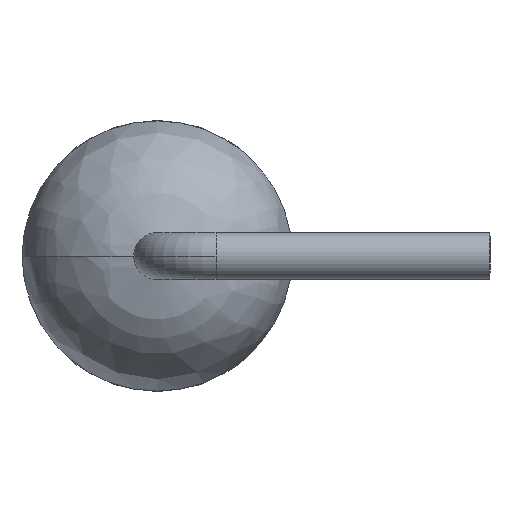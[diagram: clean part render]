
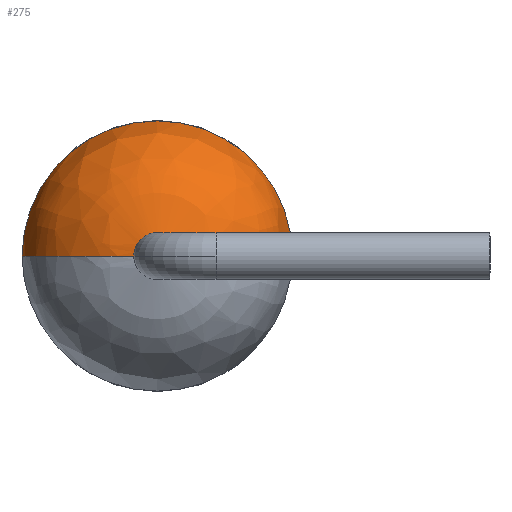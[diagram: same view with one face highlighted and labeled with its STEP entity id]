
A CAD part, left-side view. The second image highlights one B-rep face of the part: STEP entity #275.
In plain terms, the highlighted free-form (B-spline) face has degree [3, 3] with [5, 4] control points.
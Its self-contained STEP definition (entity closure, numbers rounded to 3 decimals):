
#137 = EDGE_CURVE ( 'NONE', #252, #250, #505, .T. ) ;
#139 = ORIENTED_EDGE ( 'NONE', *, *, #140, .T. ) ;
#140 = EDGE_CURVE ( 'NONE', #246, #234, #546, .T. ) ;
#141 = ORIENTED_EDGE ( 'NONE', *, *, #142, .T. ) ;
#142 = EDGE_CURVE ( 'NONE', #234, #252, #541, .T. ) ;
#143 = ORIENTED_EDGE ( 'NONE', *, *, #137, .T. ) ;
#144 = ORIENTED_EDGE ( 'NONE', *, *, #145, .F. ) ;
#145 = EDGE_CURVE ( 'NONE', #246, #250, #534, .T. ) ;
#234 = VERTEX_POINT ( 'NONE', #1013 ) ;
#246 = VERTEX_POINT ( 'NONE', #914 ) ;
#250 = VERTEX_POINT ( 'NONE', #913 ) ;
#252 = VERTEX_POINT ( 'NONE', #912 ) ;
#256 = EDGE_LOOP ( 'NONE', ( #139, #141, #143, #144 ) ) ;
#275 = ADVANCED_FACE ( 'NONE', ( #1024 ), #1081, .T. ) ;
#497 = DIRECTION ( 'NONE',  ( 0., -1., 0. ) ) ;
#498 = DIRECTION ( 'NONE',  ( -1., 0., 0. ) ) ;
#499 = CARTESIAN_POINT ( 'NONE',  ( 2.255, 1.778, 0. ) ) ;
#500 = AXIS2_PLACEMENT_3D ( 'NONE', #499, #498, #497 ) ;
#505 = CIRCLE ( 'NONE', #500, 1.754 ) ;
#528 = CARTESIAN_POINT ( 'NONE',  ( 2.255, 3.532, 0. ) ) ;
#529 = CARTESIAN_POINT ( 'NONE',  ( 2.043, 3.516, 0. ) ) ;
#530 = CARTESIAN_POINT ( 'NONE',  ( 1.336, 3.363, 0. ) ) ;
#531 = CARTESIAN_POINT ( 'NONE',  ( 0.805, 2.608, 0. ) ) ;
#532 = CARTESIAN_POINT ( 'NONE',  ( 0.762, 2.083, 0. ) ) ;
#534 = B_SPLINE_CURVE_WITH_KNOTS ( 'NONE', 3,
 ( #532, #531, #530, #529, #528 ),
 .UNSPECIFIED., .F., .F.,
 ( 4, 1, 4 ),
 ( 0.058, 0.355, 0.475 ),
 .UNSPECIFIED. ) ;
#536 = CARTESIAN_POINT ( 'NONE',  ( 2.255, 0.024, 0. ) ) ;
#537 = CARTESIAN_POINT ( 'NONE',  ( 2.043, 0.04, 0. ) ) ;
#538 = CARTESIAN_POINT ( 'NONE',  ( 1.336, 0.193, 0. ) ) ;
#539 = CARTESIAN_POINT ( 'NONE',  ( 0.805, 0.948, 0. ) ) ;
#540 = CARTESIAN_POINT ( 'NONE',  ( 0.762, 1.473, 0. ) ) ;
#541 = B_SPLINE_CURVE_WITH_KNOTS ( 'NONE', 3,
 ( #540, #539, #538, #537, #536 ),
 .UNSPECIFIED., .F., .F.,
 ( 4, 1, 4 ),
 ( 0.058, 0.355, 0.475 ),
 .UNSPECIFIED. ) ;
#542 = DIRECTION ( 'NONE',  ( 0., 0., 1. ) ) ;
#543 = DIRECTION ( 'NONE',  ( 1., 0., 0. ) ) ;
#544 = CARTESIAN_POINT ( 'NONE',  ( 0.762, 1.778, 0. ) ) ;
#545 = AXIS2_PLACEMENT_3D ( 'NONE', #544, #543, #542 ) ;
#546 = CIRCLE ( 'NONE', #545, 0.305 ) ;
#912 = CARTESIAN_POINT ( 'NONE',  ( 2.255, 0.024, 0. ) ) ;
#913 = CARTESIAN_POINT ( 'NONE',  ( 2.255, 3.532, 0. ) ) ;
#914 = CARTESIAN_POINT ( 'NONE',  ( 0.762, 2.083, 0. ) ) ;
#997 = CARTESIAN_POINT ( 'NONE',  ( 2.043, 3.516, 0. ) ) ;
#998 = CARTESIAN_POINT ( 'NONE',  ( 2.043, 3.516, 3.476 ) ) ;
#999 = CARTESIAN_POINT ( 'NONE',  ( 2.043, 0.04, 3.476 ) ) ;
#1000 = CARTESIAN_POINT ( 'NONE',  ( 2.043, 0.04, 0. ) ) ;
#1002 = CARTESIAN_POINT ( 'NONE',  ( 1.336, 3.363, 0. ) ) ;
#1003 = CARTESIAN_POINT ( 'NONE',  ( 1.336, 3.363, 3.171 ) ) ;
#1004 = CARTESIAN_POINT ( 'NONE',  ( 1.336, 0.193, 3.171 ) ) ;
#1013 = CARTESIAN_POINT ( 'NONE',  ( 0.762, 1.473, 0. ) ) ;
#1024 = FACE_OUTER_BOUND ( 'NONE', #256, .T. ) ;
#1050 = CARTESIAN_POINT ( 'NONE',  ( 1.336, 0.193, 0. ) ) ;
#1051 = CARTESIAN_POINT ( 'NONE',  ( 0.805, 2.608, 0. ) ) ;
#1052 = CARTESIAN_POINT ( 'NONE',  ( 0.805, 2.608, 1.66 ) ) ;
#1053 = CARTESIAN_POINT ( 'NONE',  ( 0.805, 0.948, 1.66 ) ) ;
#1054 = CARTESIAN_POINT ( 'NONE',  ( 0.805, 0.948, 0. ) ) ;
#1055 = CARTESIAN_POINT ( 'NONE',  ( 0.762, 2.083, 0. ) ) ;
#1056 = CARTESIAN_POINT ( 'NONE',  ( 0.762, 2.083, 0.61 ) ) ;
#1057 = CARTESIAN_POINT ( 'NONE',  ( 0.762, 1.473, 0.61 ) ) ;
#1058 = CARTESIAN_POINT ( 'NONE',  ( 0.762, 1.473, 0. ) ) ;
#1081 =( BOUNDED_SURFACE ( )  B_SPLINE_SURFACE ( 3, 3, ( 
 ( #1058, #1057, #1056, #1055 ),
 ( #1054, #1053, #1052, #1051 ),
 ( #1050, #1004, #1003, #1002 ),
 ( #1000, #999, #998, #997 ),
 ( #1096, #1095, #1165, #1189 ) ),
 .UNSPECIFIED., .F., .F., .F. ) 
 B_SPLINE_SURFACE_WITH_KNOTS ( ( 4, 1, 4 ),
 ( 4, 4 ),
 ( 0.058, 0.355, 0.475 ),
 ( 0., 1. ),
 .UNSPECIFIED. ) 
 GEOMETRIC_REPRESENTATION_ITEM ( )  RATIONAL_B_SPLINE_SURFACE ( (
 ( 1., 0.333, 0.333, 1.),
 ( 1., 0.333, 0.333, 1.),
 ( 1., 0.333, 0.333, 1.),
 ( 1., 0.333, 0.333, 1.),
 ( 1., 0.333, 0.333, 1.) ) ) 
 REPRESENTATION_ITEM ( '' )  SURFACE ( )  );
#1095 = CARTESIAN_POINT ( 'NONE',  ( 2.255, 0.024, 3.507 ) ) ;
#1096 = CARTESIAN_POINT ( 'NONE',  ( 2.255, 0.024, 0. ) ) ;
#1165 = CARTESIAN_POINT ( 'NONE',  ( 2.255, 3.532, 3.507 ) ) ;
#1189 = CARTESIAN_POINT ( 'NONE',  ( 2.255, 3.532, 0. ) ) ;
